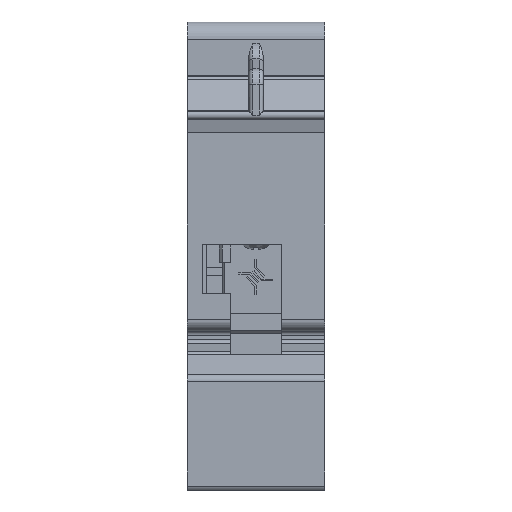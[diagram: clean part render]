
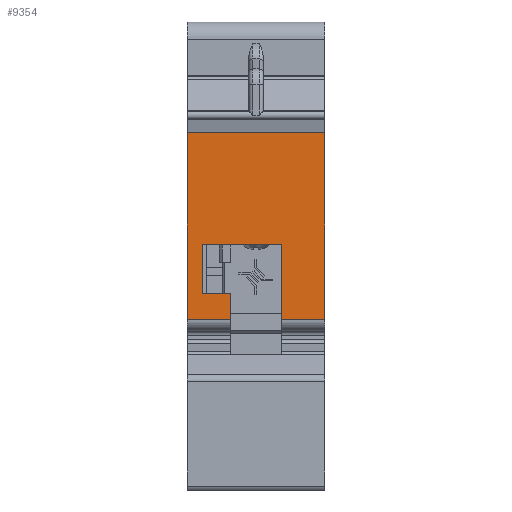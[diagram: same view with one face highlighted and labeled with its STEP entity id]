
A CAD part, front view. The second image highlights one B-rep face of the part: STEP entity #9354.
In plain terms, the highlighted planar face has unit normal (0, -1, 0).
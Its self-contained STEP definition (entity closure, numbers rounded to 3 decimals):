
#58 = AXIS2_PLACEMENT_3D ( 'NONE', #24406, #16649, #44205 ) ;
#100 = VERTEX_POINT ( 'NONE', #36992 ) ;
#748 = CARTESIAN_POINT ( 'NONE',  ( 8.75, 0., 11.784 ) ) ;
#989 = ORIENTED_EDGE ( 'NONE', *, *, #5860, .T. ) ;
#1873 = VERTEX_POINT ( 'NONE', #5563 ) ;
#2880 = LINE ( 'NONE', #36658, #33020 ) ;
#2907 = CARTESIAN_POINT ( 'NONE',  ( -8.75, 0., -2.4 ) ) ;
#2985 = EDGE_CURVE ( 'NONE', #34758, #19679, #2880, .T. ) ;
#3544 = DIRECTION ( 'NONE',  ( 0., 0., 1. ) ) ;
#3566 = LINE ( 'NONE', #26073, #32477 ) ;
#3761 = ORIENTED_EDGE ( 'NONE', *, *, #22650, .T. ) ;
#4164 = CARTESIAN_POINT ( 'NONE',  ( 3.25, 0., -2.4 ) ) ;
#5486 = VECTOR ( 'NONE', #26769, 1000. ) ;
#5563 = CARTESIAN_POINT ( 'NONE',  ( -6.75, 0., -8.7 ) ) ;
#5813 = EDGE_CURVE ( 'NONE', #24692, #49659, #40610, .T. ) ;
#5860 = EDGE_CURVE ( 'NONE', #26685, #100, #47340, .T. ) ;
#6691 = CARTESIAN_POINT ( 'NONE',  ( 8.75, 0., -12. ) ) ;
#7258 = CARTESIAN_POINT ( 'NONE',  ( -6.75, 0., -2.4 ) ) ;
#9354 = ADVANCED_FACE ( 'NONE', ( #16766 ), #40239, .F. ) ;
#10564 = EDGE_CURVE ( 'NONE', #1873, #24692, #19325, .T. ) ;
#10672 = CARTESIAN_POINT ( 'NONE',  ( -8.75, 0., 11.784 ) ) ;
#11727 = CARTESIAN_POINT ( 'NONE',  ( 3.25, 0., 17.8 ) ) ;
#12128 = LINE ( 'NONE', #35753, #22597 ) ;
#12194 = DIRECTION ( 'NONE',  ( 1., 0., 0. ) ) ;
#12596 = EDGE_CURVE ( 'NONE', #26685, #24953, #30744, .T. ) ;
#12951 = CARTESIAN_POINT ( 'NONE',  ( -8.75, 0., -17.8 ) ) ;
#13067 = DIRECTION ( 'NONE',  ( 1., 0., 0. ) ) ;
#13332 = ORIENTED_EDGE ( 'NONE', *, *, #29462, .F. ) ;
#14794 = CARTESIAN_POINT ( 'NONE',  ( -8.75, 0., -8.7 ) ) ;
#16585 = VERTEX_POINT ( 'NONE', #20017 ) ;
#16649 = DIRECTION ( 'NONE',  ( 0., 1., 0. ) ) ;
#16766 = FACE_OUTER_BOUND ( 'NONE', #28580, .T. ) ;
#16970 = ORIENTED_EDGE ( 'NONE', *, *, #2985, .T. ) ;
#17253 = ORIENTED_EDGE ( 'NONE', *, *, #26335, .T. ) ;
#18877 = CARTESIAN_POINT ( 'NONE',  ( -8.75, 0., -12. ) ) ;
#18951 = ORIENTED_EDGE ( 'NONE', *, *, #42764, .F. ) ;
#19325 = LINE ( 'NONE', #35072, #39005 ) ;
#19641 = DIRECTION ( 'NONE',  ( 0., 0., -1. ) ) ;
#19679 = VERTEX_POINT ( 'NONE', #6691 ) ;
#20017 = CARTESIAN_POINT ( 'NONE',  ( -3.25, 0., -8.7 ) ) ;
#20883 = DIRECTION ( 'NONE',  ( 0., 0., 1. ) ) ;
#21070 = VERTEX_POINT ( 'NONE', #748 ) ;
#21344 = EDGE_CURVE ( 'NONE', #16585, #1873, #38648, .T. ) ;
#22597 = VECTOR ( 'NONE', #12194, 1000. ) ;
#22650 = EDGE_CURVE ( 'NONE', #100, #16585, #24883, .T. ) ;
#23634 = VECTOR ( 'NONE', #3544, 1000. ) ;
#24406 = CARTESIAN_POINT ( 'NONE',  ( -8.75, 0., 17.8 ) ) ;
#24492 = ORIENTED_EDGE ( 'NONE', *, *, #5813, .T. ) ;
#24692 = VERTEX_POINT ( 'NONE', #7258 ) ;
#24883 = LINE ( 'NONE', #31025, #23634 ) ;
#24953 = VERTEX_POINT ( 'NONE', #10672 ) ;
#24994 = ORIENTED_EDGE ( 'NONE', *, *, #21344, .T. ) ;
#26073 = CARTESIAN_POINT ( 'NONE',  ( 8.75, 0., -17.8 ) ) ;
#26335 = EDGE_CURVE ( 'NONE', #49659, #34758, #28079, .T. ) ;
#26438 = DIRECTION ( 'NONE',  ( 1., 0., 0. ) ) ;
#26660 = DIRECTION ( 'NONE',  ( -1., 0., 0. ) ) ;
#26685 = VERTEX_POINT ( 'NONE', #30073 ) ;
#26769 = DIRECTION ( 'NONE',  ( 1., 0., 0. ) ) ;
#26849 = VECTOR ( 'NONE', #19641, 1000. ) ;
#28079 = LINE ( 'NONE', #11727, #26849 ) ;
#28175 = VECTOR ( 'NONE', #26660, 1000. ) ;
#28580 = EDGE_LOOP ( 'NONE', ( #18951, #13332, #46656, #989, #3761, #24994, #33449, #24492, #17253, #16970 ) ) ;
#29462 = EDGE_CURVE ( 'NONE', #24953, #21070, #12128, .T. ) ;
#30010 = DIRECTION ( 'NONE',  ( 0., 0., -1. ) ) ;
#30073 = CARTESIAN_POINT ( 'NONE',  ( -8.75, 0., -12. ) ) ;
#30744 = LINE ( 'NONE', #12951, #40037 ) ;
#31025 = CARTESIAN_POINT ( 'NONE',  ( -3.25, 0., 17.8 ) ) ;
#32477 = VECTOR ( 'NONE', #30010, 1000. ) ;
#33020 = VECTOR ( 'NONE', #13067, 1000. ) ;
#33449 = ORIENTED_EDGE ( 'NONE', *, *, #10564, .T. ) ;
#34758 = VERTEX_POINT ( 'NONE', #43295 ) ;
#35072 = CARTESIAN_POINT ( 'NONE',  ( -6.75, 0., 17.8 ) ) ;
#35753 = CARTESIAN_POINT ( 'NONE',  ( -12.026, 0., 11.784 ) ) ;
#36658 = CARTESIAN_POINT ( 'NONE',  ( -8.75, 0., -12. ) ) ;
#36992 = CARTESIAN_POINT ( 'NONE',  ( -3.25, 0., -12. ) ) ;
#38648 = LINE ( 'NONE', #14794, #28175 ) ;
#38891 = DIRECTION ( 'NONE',  ( 0., 0., 1. ) ) ;
#39005 = VECTOR ( 'NONE', #38891, 1000. ) ;
#40037 = VECTOR ( 'NONE', #20883, 1000. ) ;
#40239 = PLANE ( 'NONE',  #58 ) ;
#40610 = LINE ( 'NONE', #2907, #49772 ) ;
#42764 = EDGE_CURVE ( 'NONE', #21070, #19679, #3566, .T. ) ;
#43295 = CARTESIAN_POINT ( 'NONE',  ( 3.25, 0., -12. ) ) ;
#44205 = DIRECTION ( 'NONE',  ( 0., 0., 1. ) ) ;
#46656 = ORIENTED_EDGE ( 'NONE', *, *, #12596, .F. ) ;
#47340 = LINE ( 'NONE', #18877, #5486 ) ;
#49659 = VERTEX_POINT ( 'NONE', #4164 ) ;
#49772 = VECTOR ( 'NONE', #26438, 1000. ) ;
